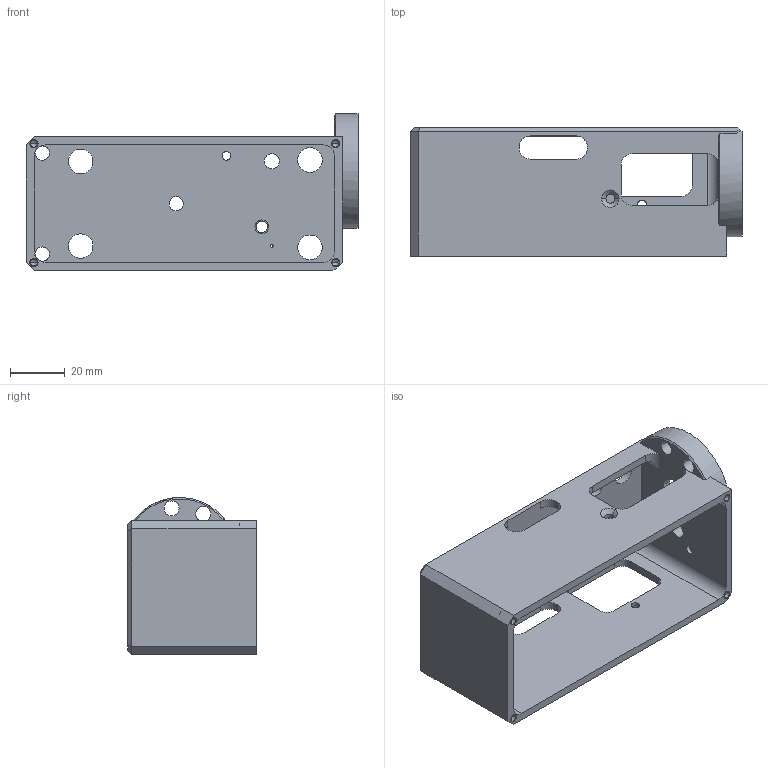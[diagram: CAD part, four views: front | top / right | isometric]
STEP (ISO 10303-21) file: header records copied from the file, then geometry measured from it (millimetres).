
FILE_DESCRIPTION((''),'2;1');
FILE_NAME('PIASTRA_INGRANAGGI_MOB_16','2019-07-05T11:04:20',('andres'),(''),'CREO PARAMETRIC BY PTC INC, 2018500','CREO PARAMETRIC BY PTC INC, 2018500','');
FILE_SCHEMA(('CONFIG_CONTROL_DESIGN'));
Length unit declared in the file: millimetre
Products named in the file (1): PIASTRA_INGRANAGGI_MOB_16
Bounding box: 121.6 x 47 x 57.49 mm (x, y, z)
Volume: 56979.8 mm3; surface area: 39393 mm2
Topology: 1 solids, 6 shells, 140 faces, 409 edges, 264 vertices
Faces by surface type: cylinder 80, plane 43, cone 17
Entity records: 4803 total; most frequent: DIRECTION 858, CARTESIAN_POINT 855, ORIENTED_EDGE 782, EDGE_CURVE 401, AXIS2_PLACEMENT_3D 326, VERTEX_POINT 264, VECTOR 206, LINE 206
